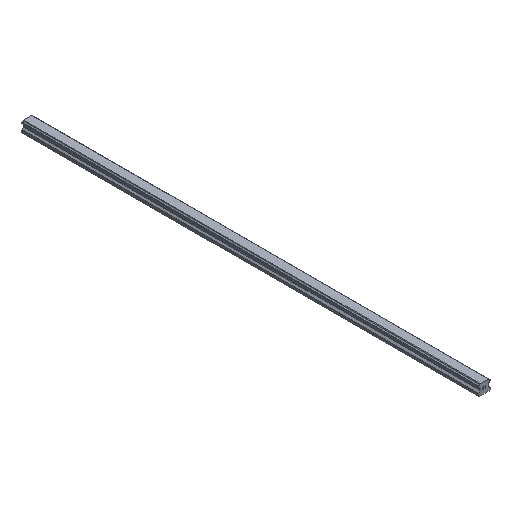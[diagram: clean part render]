
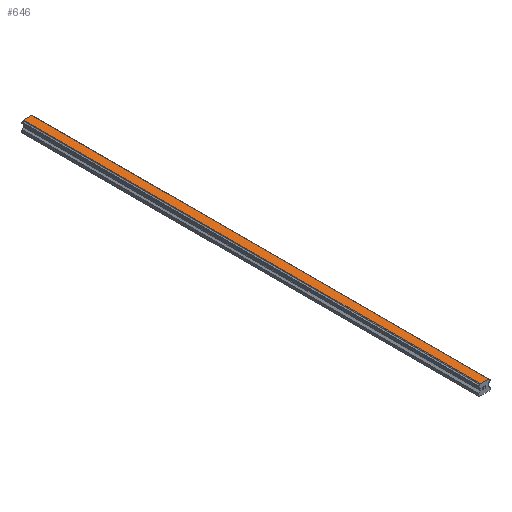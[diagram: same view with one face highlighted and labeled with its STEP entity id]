
A CAD part, isometric view. The second image highlights one B-rep face of the part: STEP entity #646.
In plain terms, the highlighted planar face has unit normal (0, 0, 1).
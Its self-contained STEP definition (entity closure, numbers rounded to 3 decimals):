
#646=ADVANCED_FACE('',(#1313),#1314,.T.);
#1313=FACE_OUTER_BOUND('',#1994,.T.);
#1314=PLANE('',#1995);
#1994=EDGE_LOOP('',(#4038,#4039,#4040,#4041));
#1995=AXIS2_PLACEMENT_3D('',#4042,#4043,#4044);
#4038=ORIENTED_EDGE('',*,*,#4735,.T.);
#4039=ORIENTED_EDGE('',*,*,#5043,.F.);
#4040=ORIENTED_EDGE('',*,*,#4599,.F.);
#4041=ORIENTED_EDGE('',*,*,#5041,.T.);
#4042=CARTESIAN_POINT('',(0.0,920.0,22.));
#4043=DIRECTION('',(0.0,0.0,1.0));
#4044=DIRECTION('',(-1.0,0.0,-0.0));
#4599=EDGE_CURVE('',#5699,#5701,#5702,.T.);
#4735=EDGE_CURVE('',#5928,#5926,#5929,.T.);
#5041=EDGE_CURVE('',#5699,#5928,#6318,.T.);
#5043=EDGE_CURVE('',#5701,#5926,#6320,.T.);
#5699=VERTEX_POINT('',#7164);
#5701=VERTEX_POINT('',#7167);
#5702=LINE('',#7168,#7169);
#5926=VERTEX_POINT('',#7481);
#5928=VERTEX_POINT('',#7484);
#5929=LINE('',#7485,#7486);
#6318=LINE('',#7971,#7972);
#6320=LINE('',#7974,#7975);
#7164=CARTESIAN_POINT('',(-8.3,920.0,22.));
#7167=CARTESIAN_POINT('',(8.3,920.0,22.));
#7168=CARTESIAN_POINT('',(-8.3,920.0,22.));
#7169=VECTOR('',#8552,1.0);
#7481=CARTESIAN_POINT('',(8.3,0.0,22.));
#7484=CARTESIAN_POINT('',(-8.3,0.0,22.));
#7485=CARTESIAN_POINT('',(-8.3,0.0,22.));
#7486=VECTOR('',#8708,1.0);
#7971=CARTESIAN_POINT('',(-8.3,920.0,22.));
#7972=VECTOR('',#9126,1.0);
#7974=CARTESIAN_POINT('',(8.3,920.0,22.));
#7975=VECTOR('',#9127,1.0);
#8552=DIRECTION('',(1.0,0.0,0.0));
#8708=DIRECTION('',(1.0,0.0,0.0));
#9126=DIRECTION('',(0.0,-1.0,0.0));
#9127=DIRECTION('',(0.0,-1.0,0.0));
